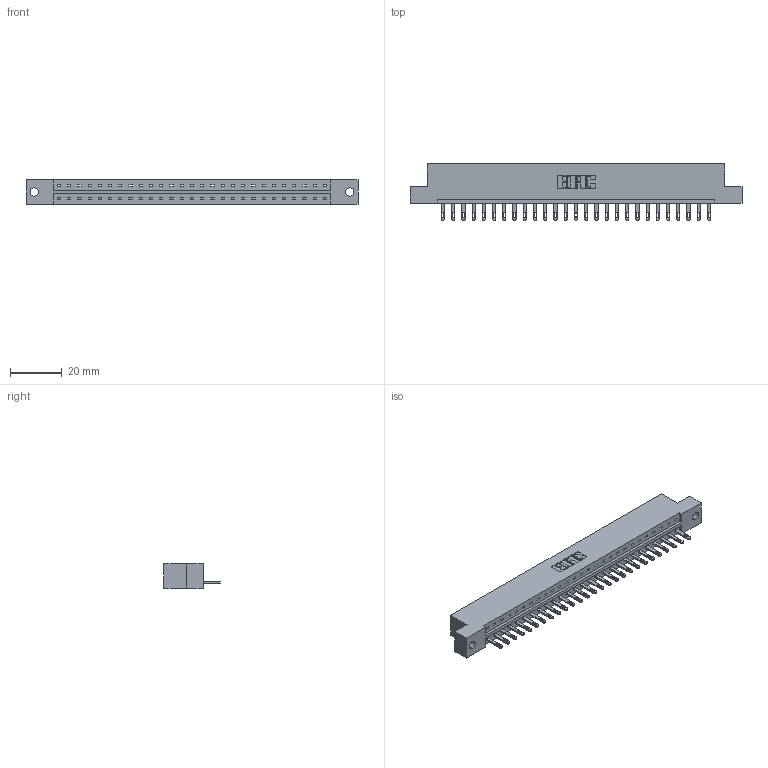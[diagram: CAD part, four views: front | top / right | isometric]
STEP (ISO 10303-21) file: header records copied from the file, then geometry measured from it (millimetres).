
FILE_DESCRIPTION (( 'STEP AP203' ), '1' );
FILE_NAME ('833-027-500-102.STEP', '2020-06-02T06:04:56', ( '' ), ( '' ), 'SwSTEP 2.0', 'SolidWorks 2020', '' );
FILE_SCHEMA (( 'CONFIG_CONTROL_DESIGN' ));
Length unit declared in the file: inch
Products named in the file (3): 345-292-001_345-293-100; 833 Part_Flush - .128 Dia; 833-027-500-102
Assembly tree (28 placements, depth 2):
  833-027-500-102
    833 Part_Flush - .128 Dia
    345-292-001_345-293-100  x27
Bounding box: 128.52 x 21.85 x 9.4 mm (x, y, z)
Volume: 12784.2 mm3; surface area: 13527.4 mm2
Topology: 28 solids, 28 shells, 1572 faces, 4847 edges, 3230 vertices
Faces by surface type: plane 1042, cylinder 530
Entity records: 18379 total; most frequent: CARTESIAN_POINT 3179, ORIENTED_EDGE 3142, DIRECTION 2713, EDGE_CURVE 1571, LINE 1439, VECTOR 1439, VERTEX_POINT 1046, AXIS2_PLACEMENT_3D 637
